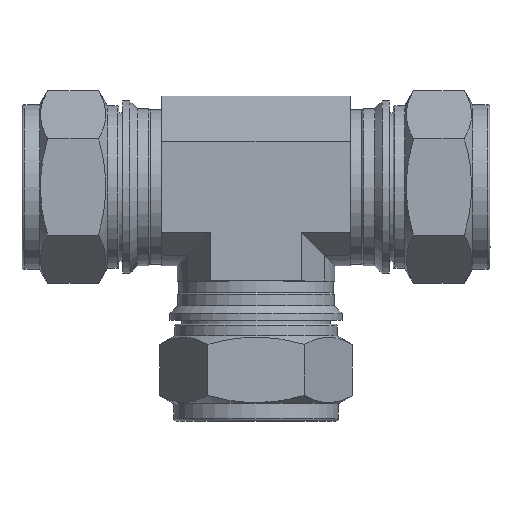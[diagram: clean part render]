
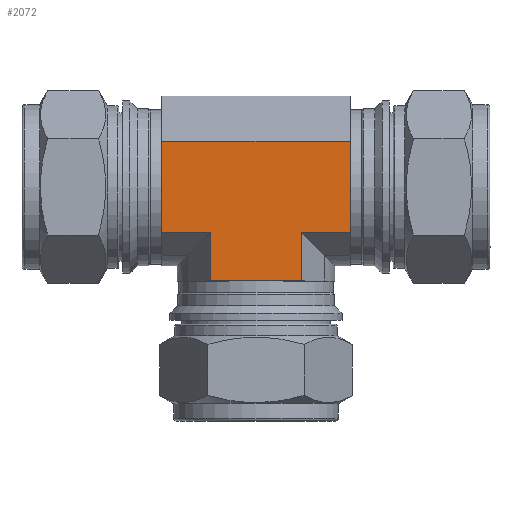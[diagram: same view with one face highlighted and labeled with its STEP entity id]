
A CAD part, top view. The second image highlights one B-rep face of the part: STEP entity #2072.
In plain terms, the highlighted planar face has unit normal (0, 0, 1).
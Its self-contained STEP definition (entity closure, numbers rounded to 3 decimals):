
#365=FACE_OUTER_BOUND('',#511,.T.);
#511=EDGE_LOOP('',(#1839,#1840,#1841,#1842,#1843,#1844,#1845,#1846));
#615=LINE('',#3632,#743);
#621=LINE('',#3650,#749);
#628=LINE('',#3667,#756);
#630=LINE('',#3671,#758);
#631=LINE('',#3673,#759);
#632=LINE('',#3675,#760);
#633=LINE('',#3677,#761);
#634=LINE('',#3678,#762);
#743=VECTOR('',#2943,10.);
#749=VECTOR('',#2959,10.);
#756=VECTOR('',#2976,10.);
#758=VECTOR('',#2980,10.);
#759=VECTOR('',#2981,10.);
#760=VECTOR('',#2982,10.);
#761=VECTOR('',#2983,10.);
#762=VECTOR('',#2984,10.);
#977=VERTEX_POINT('',#3626);
#979=VERTEX_POINT('',#3630);
#984=VERTEX_POINT('',#3646);
#986=VERTEX_POINT('',#3649);
#992=VERTEX_POINT('',#3670);
#993=VERTEX_POINT('',#3672);
#994=VERTEX_POINT('',#3674);
#995=VERTEX_POINT('',#3676);
#1261=EDGE_CURVE('',#977,#979,#615,.T.);
#1269=EDGE_CURVE('',#984,#986,#621,.T.);
#1278=EDGE_CURVE('',#986,#979,#628,.T.);
#1280=EDGE_CURVE('',#984,#992,#630,.T.);
#1281=EDGE_CURVE('',#993,#992,#631,.T.);
#1282=EDGE_CURVE('',#994,#993,#632,.T.);
#1283=EDGE_CURVE('',#995,#994,#633,.T.);
#1284=EDGE_CURVE('',#995,#977,#634,.T.);
#1839=ORIENTED_EDGE('',*,*,#1280,.T.);
#1840=ORIENTED_EDGE('',*,*,#1281,.F.);
#1841=ORIENTED_EDGE('',*,*,#1282,.F.);
#1842=ORIENTED_EDGE('',*,*,#1283,.F.);
#1843=ORIENTED_EDGE('',*,*,#1284,.T.);
#1844=ORIENTED_EDGE('',*,*,#1261,.T.);
#1845=ORIENTED_EDGE('',*,*,#1278,.F.);
#1846=ORIENTED_EDGE('',*,*,#1269,.F.);
#1944=PLANE('',#2355);
#2072=ADVANCED_FACE('',(#365),#1944,.T.);
#2355=AXIS2_PLACEMENT_3D('',#3669,#2978,#2979);
#2943=DIRECTION('',(0.,-1.,0.));
#2959=DIRECTION('',(0.,-1.,0.));
#2976=DIRECTION('',(-1.,0.,0.));
#2978=DIRECTION('center_axis',(0.,0.,1.));
#2979=DIRECTION('ref_axis',(0.,-1.,0.));
#2980=DIRECTION('',(1.,0.,0.));
#2981=DIRECTION('',(0.,-1.,0.));
#2982=DIRECTION('',(1.,0.,0.));
#2983=DIRECTION('',(0.,1.,0.));
#2984=DIRECTION('',(1.,0.,0.));
#3626=CARTESIAN_POINT('',(-7.794,-7.794,13.5));
#3630=CARTESIAN_POINT('',(-7.794,-16.1,13.5));
#3632=CARTESIAN_POINT('',(-7.794,0.,13.5));
#3646=CARTESIAN_POINT('',(7.794,-7.794,13.5));
#3649=CARTESIAN_POINT('',(7.794,-16.1,13.5));
#3650=CARTESIAN_POINT('',(7.794,0.,13.5));
#3667=CARTESIAN_POINT('',(-7.794,-16.1,13.5));
#3669=CARTESIAN_POINT('Origin',(0.,7.794,13.5));
#3670=CARTESIAN_POINT('',(16.1,-7.794,13.5));
#3671=CARTESIAN_POINT('',(0.,-7.794,13.5));
#3672=CARTESIAN_POINT('',(16.1,7.794,13.5));
#3673=CARTESIAN_POINT('',(16.1,7.794,13.5));
#3674=CARTESIAN_POINT('',(-16.1,7.794,13.5));
#3675=CARTESIAN_POINT('',(0.,7.794,13.5));
#3676=CARTESIAN_POINT('',(-16.1,-7.794,13.5));
#3677=CARTESIAN_POINT('',(-16.1,7.794,13.5));
#3678=CARTESIAN_POINT('',(0.,-7.794,13.5));
